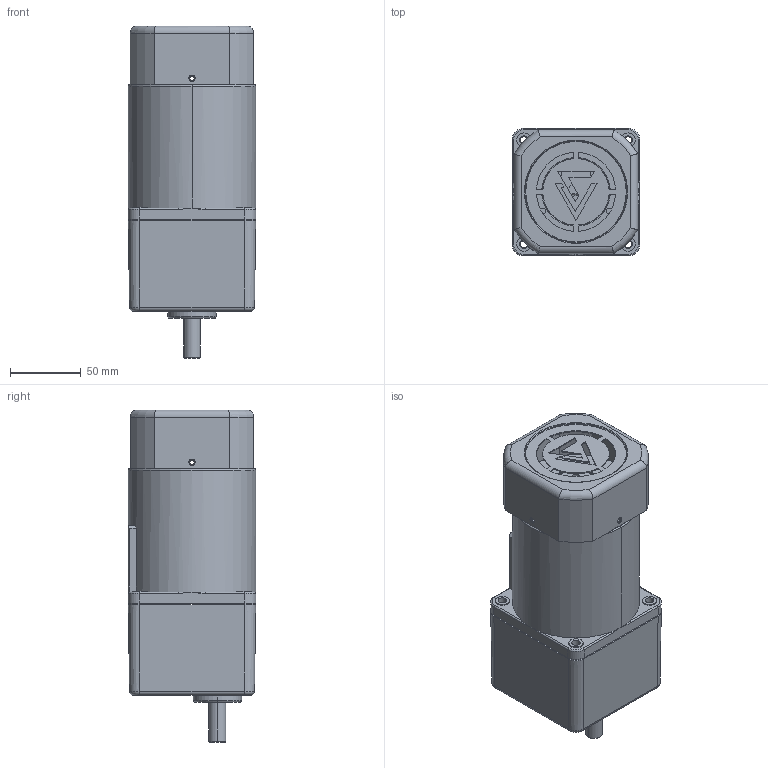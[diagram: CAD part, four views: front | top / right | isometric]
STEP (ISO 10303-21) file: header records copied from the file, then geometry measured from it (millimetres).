
FILE_DESCRIPTION (( 'STEP AP203' ), '1' );
FILE_NAME ('5IK40.60(R)GN-CF.STEP', '2022-08-25T03:04:21', ( '' ), ( 'Microsoft' ), 'SwSTEP 2.0', 'SolidWorks 2020', '' );
FILE_SCHEMA (( 'CONFIG_CONTROL_DESIGN' ));
Length unit declared in the file: millimetre
Products named in the file (1): 5IK40.60(R)GN-CF
Bounding box: 90 x 90 x 234.5 mm (x, y, z)
Surface area: 127490.7 mm2 (no closed solid volume)
Topology: 0 solids, 7 shells, 264 faces, 710 edges, 456 vertices
Faces by surface type: cylinder 116, plane 66, cone 46, torus 28, bspline 8
Entity records: 9495 total; most frequent: CARTESIAN_POINT 2703, DIRECTION 1502, ORIENTED_EDGE 1262, EDGE_CURVE 702, AXIS2_PLACEMENT_3D 597, VERTEX_POINT 456, CIRCLE 340, EDGE_LOOP 332
